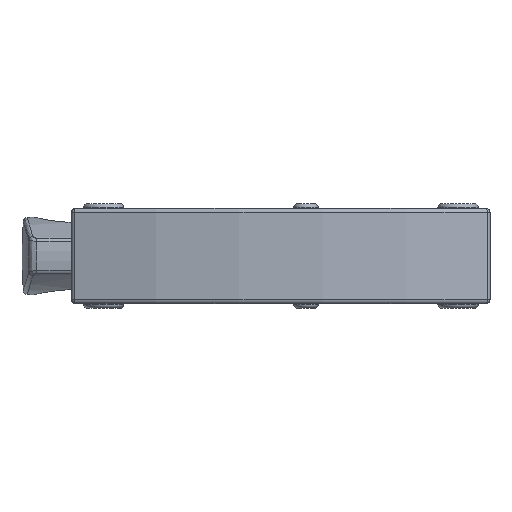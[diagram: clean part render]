
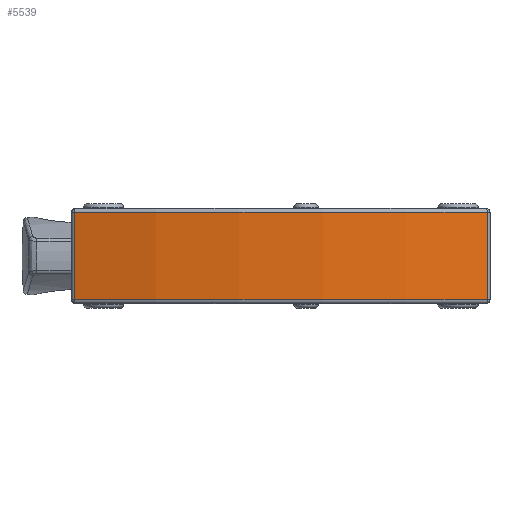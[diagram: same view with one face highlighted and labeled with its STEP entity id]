
A CAD part, left-side view. The second image highlights one B-rep face of the part: STEP entity #5539.
In plain terms, the highlighted cylindrical face has radius 137.319 mm (diameter 274.638 mm), a partial arc.
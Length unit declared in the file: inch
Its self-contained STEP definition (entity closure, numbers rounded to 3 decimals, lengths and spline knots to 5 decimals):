
#5273=CARTESIAN_POINT('',(-1.33009,1.6007,-0.33875));
#5274=VERTEX_POINT('',#5273);
#5291=CARTESIAN_POINT('',(-1.33009,-1.6007,-0.33875));
#5292=VERTEX_POINT('',#5291);
#5300=CARTESIAN_POINT('',(3.83375,0.,-0.33875));
#5301=DIRECTION('',(0.0,0.0,-1.0));
#5302=DIRECTION('',(-1.0,0.0,0.0));
#5303=AXIS2_PLACEMENT_3D('',#5300,#5301,#5302);
#5304=CIRCLE('',#5303,5.40625);
#5305=EDGE_CURVE('',#5292,#5274,#5304,.T.);
#5496=CARTESIAN_POINT('',(-1.33009,1.6007,0.33875));
#5497=VERTEX_POINT('',#5496);
#5498=CARTESIAN_POINT('',(-1.33009,1.6007,-0.33875));
#5499=DIRECTION('',(0.0,0.0,1.0));
#5500=VECTOR('',#5499,0.6775);
#5501=LINE('',#5498,#5500);
#5502=EDGE_CURVE('',#5274,#5497,#5501,.T.);
#5515=CARTESIAN_POINT('',(3.83375,0.,0.0));
#5516=DIRECTION('',(0.0,0.0,1.0));
#5517=DIRECTION('',(-0.955,0.296,0.0));
#5518=AXIS2_PLACEMENT_3D('',#5515,#5516,#5517);
#5519=CYLINDRICAL_SURFACE('',#5518,5.40625);
#5520=ORIENTED_EDGE('',*,*,#5305,.F.);
#5521=CARTESIAN_POINT('',(-1.33009,-1.6007,0.33875));
#5522=VERTEX_POINT('',#5521);
#5523=CARTESIAN_POINT('',(-1.33009,-1.6007,-0.33875));
#5524=DIRECTION('',(0.0,0.0,1.0));
#5525=VECTOR('',#5524,0.6775);
#5526=LINE('',#5523,#5525);
#5527=EDGE_CURVE('',#5292,#5522,#5526,.T.);
#5528=ORIENTED_EDGE('',*,*,#5527,.T.);
#5529=CARTESIAN_POINT('',(3.83375,0.,0.33875));
#5530=DIRECTION('',(0.0,0.0,1.0));
#5531=DIRECTION('',(-1.0,0.0,0.0));
#5532=AXIS2_PLACEMENT_3D('',#5529,#5530,#5531);
#5533=CIRCLE('',#5532,5.40625);
#5534=EDGE_CURVE('',#5497,#5522,#5533,.T.);
#5535=ORIENTED_EDGE('',*,*,#5534,.F.);
#5536=ORIENTED_EDGE('',*,*,#5502,.F.);
#5537=EDGE_LOOP('',(#5520,#5528,#5535,#5536));
#5538=FACE_OUTER_BOUND('',#5537,.T.);
#5539=ADVANCED_FACE('',(#5538),#5519,.T.);
